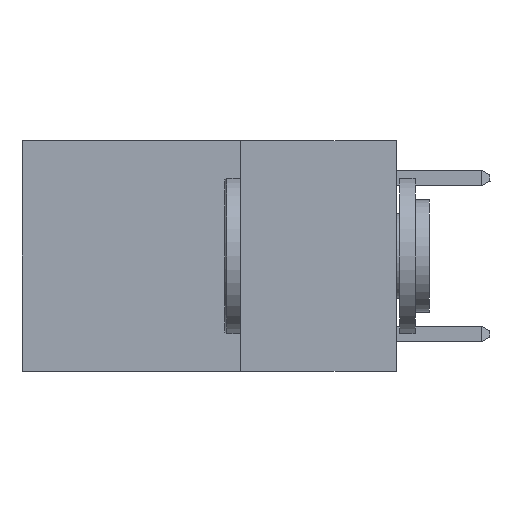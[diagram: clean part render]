
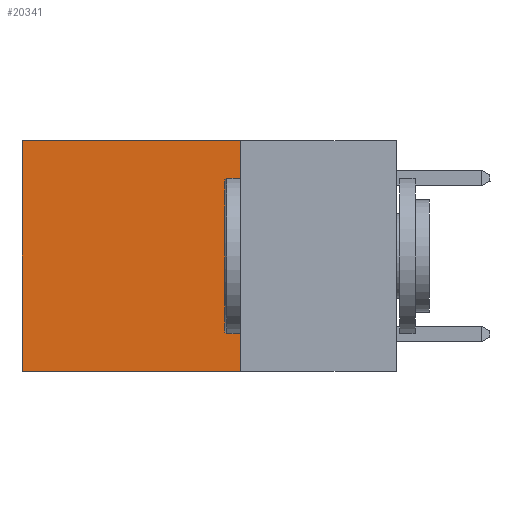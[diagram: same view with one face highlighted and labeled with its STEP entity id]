
A CAD part, left-side view. The second image highlights one B-rep face of the part: STEP entity #20341.
In plain terms, the highlighted planar face has unit normal (-1, 0, 0).
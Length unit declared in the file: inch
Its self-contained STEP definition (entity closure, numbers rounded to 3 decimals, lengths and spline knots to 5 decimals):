
#4574 = DIRECTION ( 'NONE',  ( 1., 0., 0. ) ) ;
#5946 = DIRECTION ( 'NONE',  ( 0., 1., 0. ) ) ;
#7609 = CARTESIAN_POINT ( 'NONE',  ( 0.2625, 0.25, -0.37 ) ) ;
#8389 = VECTOR ( 'NONE', #14065, 39.37008 ) ;
#9492 = EDGE_LOOP ( 'NONE', ( #12729, #13124, #11811, #24964 ) ) ;
#9710 = LINE ( 'NONE', #12536, #15809 ) ;
#10538 = CARTESIAN_POINT ( 'NONE',  ( 0.2625, 0.25, -0.37 ) ) ;
#10588 = CARTESIAN_POINT ( 'NONE',  ( 0.2625, 0.6, 0. ) ) ;
#10919 = VERTEX_POINT ( 'NONE', #10588 ) ;
#11238 = VECTOR ( 'NONE', #12929, 39.37008 ) ;
#11481 = AXIS2_PLACEMENT_3D ( 'NONE', #13238, #4574, #19711 ) ;
#11607 = LINE ( 'NONE', #7609, #26855 ) ;
#11811 = ORIENTED_EDGE ( 'NONE', *, *, #24045, .F. ) ;
#12536 = CARTESIAN_POINT ( 'NONE',  ( 0.2625, 0.25, 0. ) ) ;
#12729 = ORIENTED_EDGE ( 'NONE', *, *, #20480, .T. ) ;
#12929 = DIRECTION ( 'NONE',  ( 0., 0., -1. ) ) ;
#13124 = ORIENTED_EDGE ( 'NONE', *, *, #23790, .F. ) ;
#13238 = CARTESIAN_POINT ( 'NONE',  ( 0.2625, 0.25, 0. ) ) ;
#13602 = LINE ( 'NONE', #14975, #11238 ) ;
#14065 = DIRECTION ( 'NONE',  ( 0., 0., -1. ) ) ;
#14147 = VERTEX_POINT ( 'NONE', #16438 ) ;
#14154 = DIRECTION ( 'NONE',  ( 0., 1., 0. ) ) ;
#14333 = CARTESIAN_POINT ( 'NONE',  ( 0.2625, 0.6, -0.37 ) ) ;
#14941 = EDGE_CURVE ( 'NONE', #14147, #10919, #9710, .T. ) ;
#14975 = CARTESIAN_POINT ( 'NONE',  ( 0.2625, 0.25, 0. ) ) ;
#15809 = VECTOR ( 'NONE', #5946, 39.37008 ) ;
#16438 = CARTESIAN_POINT ( 'NONE',  ( 0.2625, 0.25, 0. ) ) ;
#17657 = CARTESIAN_POINT ( 'NONE',  ( 0.2625, 0.6, 0. ) ) ;
#19711 = DIRECTION ( 'NONE',  ( 0., 0., -1. ) ) ;
#20341 = ADVANCED_FACE ( 'NONE', ( #23297 ), #24024, .F. ) ;
#20480 = EDGE_CURVE ( 'NONE', #10919, #26247, #26032, .T. ) ;
#23297 = FACE_OUTER_BOUND ( 'NONE', #9492, .T. ) ;
#23790 = EDGE_CURVE ( 'NONE', #23986, #26247, #11607, .T. ) ;
#23986 = VERTEX_POINT ( 'NONE', #10538 ) ;
#24024 = PLANE ( 'NONE',  #11481 ) ;
#24045 = EDGE_CURVE ( 'NONE', #14147, #23986, #13602, .T. ) ;
#24964 = ORIENTED_EDGE ( 'NONE', *, *, #14941, .T. ) ;
#26032 = LINE ( 'NONE', #17657, #8389 ) ;
#26247 = VERTEX_POINT ( 'NONE', #14333 ) ;
#26855 = VECTOR ( 'NONE', #14154, 39.37008 ) ;
